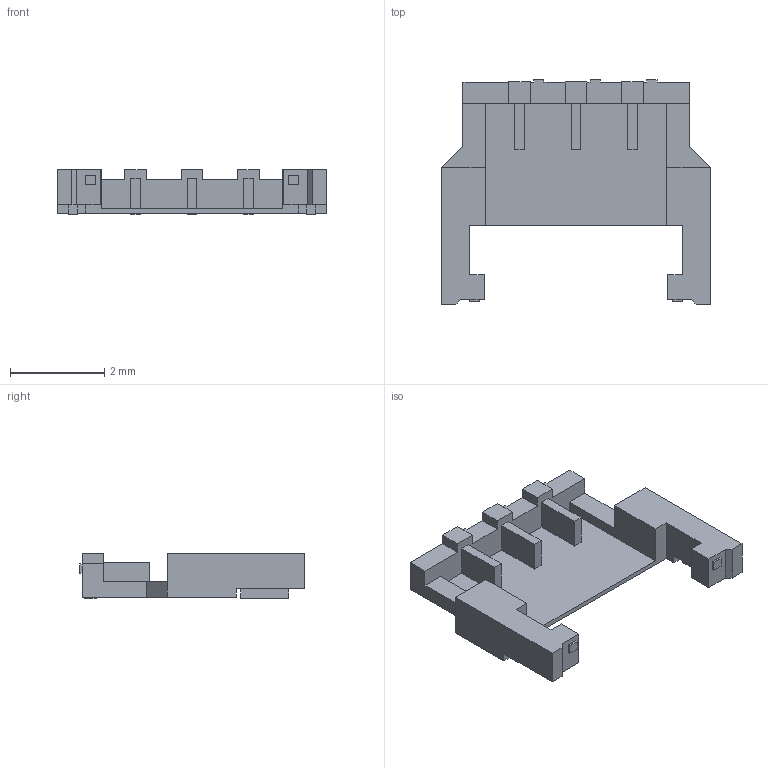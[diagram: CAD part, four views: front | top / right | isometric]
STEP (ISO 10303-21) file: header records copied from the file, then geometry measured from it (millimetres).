
FILE_DESCRIPTION(('Creo Elements/Direct Modeling STEP Export'),'2;1');
FILE_NAME('DF58-3P-1.2V.stp','2016-12-06T13:39:56',(''),(''),'Creo Elements/Direct Modeling STEP processor for AP214 (Solid Model)','Creo Elements/Direct Modeling 18.1E 22-Nov-2013 (C) Parametric Technology GmbH','');
FILE_SCHEMA(('AUTOMOTIVE_DESIGN { 1 0 10303 214 1 1 1 1 }'));
Length unit declared in the file: millimetre
Products named in the file (2): DF58-3P-1_2V
Assembly tree (1 placements, depth 2):
  DF58-3P-1_2V
    DF58-3P-1_2V
Bounding box: 5.7 x 4.77 x 0.95 mm (x, y, z)
Volume: 7.2 mm3; surface area: 65.1 mm2
Topology: 1 solids, 1 shells, 114 faces, 316 edges, 208 vertices
Faces by surface type: plane 114
Entity records: 3601 total; most frequent: CARTESIAN_POINT 640, ORIENTED_EDGE 632, DIRECTION 548, VECTOR 316, LINE 316, EDGE_CURVE 316, VERTEX_POINT 208, EDGE_LOOP 118
